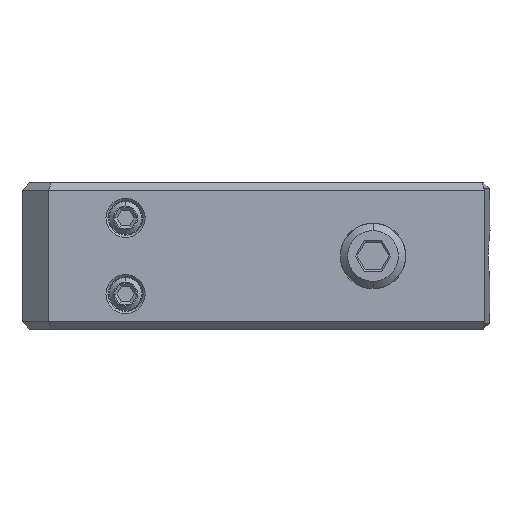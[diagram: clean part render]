
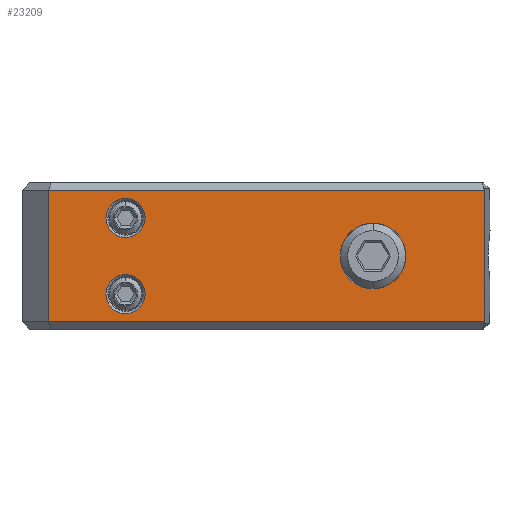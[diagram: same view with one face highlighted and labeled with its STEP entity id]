
A CAD part, left-side view. The second image highlights one B-rep face of the part: STEP entity #23209.
In plain terms, the highlighted planar face has unit normal (-1, 0, 0).
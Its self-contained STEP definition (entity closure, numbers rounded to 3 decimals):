
#6480=CARTESIAN_POINT('',(-21.16,-8.572,
-0.636));
#6481=DIRECTION('',(1.,0.,0.));
#6482=DIRECTION('',(0.,1.,0.));
#6483=AXIS2_PLACEMENT_3D('',#6480,#6481,#6482);
#6485=CARTESIAN_POINT('',(-21.16,-8.572,
-0.636));
#6486=DIRECTION('',(1.,0.,0.));
#6487=DIRECTION('',(0.,-1.,0.));
#6488=AXIS2_PLACEMENT_3D('',#6485,#6486,#6487);
#6490=CARTESIAN_POINT('',(-21.16,12.917,
-3.938));
#6491=DIRECTION('',(1.,0.,0.));
#6492=DIRECTION('',(0.,1.,0.));
#6493=AXIS2_PLACEMENT_3D('',#6490,#6491,#6492);
#6495=CARTESIAN_POINT('',(-21.16,12.917,
-3.938));
#6496=DIRECTION('',(1.,0.,0.));
#6497=DIRECTION('',(0.,-1.,0.));
#6498=AXIS2_PLACEMENT_3D('',#6495,#6496,#6497);
#6500=CARTESIAN_POINT('',(-21.16,12.917,2.666));
#6501=DIRECTION('',(1.,0.,0.));
#6502=DIRECTION('',(0.,1.,0.));
#6503=AXIS2_PLACEMENT_3D('',#6500,#6501,#6502);
#6505=CARTESIAN_POINT('',(-21.16,12.917,2.666));
#6506=DIRECTION('',(1.,0.,0.));
#6507=DIRECTION('',(0.,-1.,0.));
#6508=AXIS2_PLACEMENT_3D('',#6505,#6506,#6507);
#6510=DIRECTION('',(0.,0.,1.));
#6511=VECTOR('',#6510,11.43);
#6512=CARTESIAN_POINT('',(-21.16,19.622,
-6.351));
#6513=LINE('',#6512,#6511);
#7487=DIRECTION('',(0.,1.,0.));
#7488=VECTOR('',#7487,37.869);
#7489=CARTESIAN_POINT('',(-21.16,-18.246,
-6.351));
#7490=LINE('',#7489,#7488);
#7494=CARTESIAN_POINT('',(-21.16,-18.246,
-6.351));
#7504=DIRECTION('',(0.,0.,-1.));
#7505=VECTOR('',#7504,11.43);
#7506=CARTESIAN_POINT('',(-21.16,-18.246,
5.079));
#7507=LINE('',#7506,#7505);
#9305=CARTESIAN_POINT('',(-21.16,-18.246,
5.079));
#9310=DIRECTION('',(0.,-1.,0.));
#9311=VECTOR('',#9310,37.869);
#9312=CARTESIAN_POINT('',(-21.16,19.622,5.079));
#9313=LINE('',#9312,#9311);
#13541=VERTEX_POINT('',#7494);
#13598=VERTEX_POINT('',#9305);
#13664=CARTESIAN_POINT('',(-21.16,19.622,
-6.351));
#13665=CARTESIAN_POINT('',(-21.16,19.622,
5.079));
#13666=VERTEX_POINT('',#13664);
#13667=VERTEX_POINT('',#13665);
#14200=CARTESIAN_POINT('',(-21.16,-5.722,
-0.636));
#14201=CARTESIAN_POINT('',(-21.16,-11.422,
-0.636));
#14202=VERTEX_POINT('',#14200);
#14203=VERTEX_POINT('',#14201);
#14452=CARTESIAN_POINT('',(-21.16,14.617,
-3.938));
#14453=CARTESIAN_POINT('',(-21.16,11.217,
-3.938));
#14454=VERTEX_POINT('',#14452);
#14455=VERTEX_POINT('',#14453);
#14460=CARTESIAN_POINT('',(-21.16,14.617,
2.666));
#14461=CARTESIAN_POINT('',(-21.16,11.217,
2.666));
#14462=VERTEX_POINT('',#14460);
#14463=VERTEX_POINT('',#14461);
#23177=CARTESIAN_POINT('',(-21.16,19.622,
5.714));
#23178=DIRECTION('',(1.,0.,0.));
#23179=DIRECTION('',(0.,1.,0.));
#23180=AXIS2_PLACEMENT_3D('',#23177,#23178,#23179);
#23181=PLANE('',#23180);
#23183=ORIENTED_EDGE('',*,*,#23182,.T.);
#23185=ORIENTED_EDGE('',*,*,#23184,.T.);
#23187=ORIENTED_EDGE('',*,*,#23186,.T.);
#23189=ORIENTED_EDGE('',*,*,#23188,.T.);
#23190=EDGE_LOOP('',(#23183,#23185,#23187,#23189));
#23191=FACE_OUTER_BOUND('',#23190,.F.);
#23193=ORIENTED_EDGE('',*,*,#23192,.F.);
#23195=ORIENTED_EDGE('',*,*,#23194,.F.);
#23196=EDGE_LOOP('',(#23193,#23195));
#23197=FACE_BOUND('',#23196,.F.);
#23198=ORIENTED_EDGE('',*,*,#23167,.F.);
#23200=ORIENTED_EDGE('',*,*,#23199,.F.);
#23201=EDGE_LOOP('',(#23198,#23200));
#23202=FACE_BOUND('',#23201,.F.);
#23204=ORIENTED_EDGE('',*,*,#23203,.F.);
#23206=ORIENTED_EDGE('',*,*,#23205,.F.);
#23207=EDGE_LOOP('',(#23204,#23206));
#23208=FACE_BOUND('',#23207,.F.);
#23209=ADVANCED_FACE('',(#23191,#23197,#23202,#23208),#23181,.F.);
#6484=CIRCLE('',#6483,2.85);
#6489=CIRCLE('',#6488,2.85);
#6494=CIRCLE('',#6493,1.7);
#6499=CIRCLE('',#6498,1.7);
#6504=CIRCLE('',#6503,1.7);
#6509=CIRCLE('',#6508,1.7);
#23167=EDGE_CURVE('',#14454,#14455,#6494,.T.);
#23182=EDGE_CURVE('',#13666,#13667,#6513,.T.);
#23184=EDGE_CURVE('',#13667,#13598,#9313,.T.);
#23186=EDGE_CURVE('',#13598,#13541,#7507,.T.);
#23188=EDGE_CURVE('',#13541,#13666,#7490,.T.);
#23192=EDGE_CURVE('',#14202,#14203,#6484,.T.);
#23194=EDGE_CURVE('',#14203,#14202,#6489,.T.);
#23199=EDGE_CURVE('',#14455,#14454,#6499,.T.);
#23203=EDGE_CURVE('',#14462,#14463,#6504,.T.);
#23205=EDGE_CURVE('',#14463,#14462,#6509,.T.);
